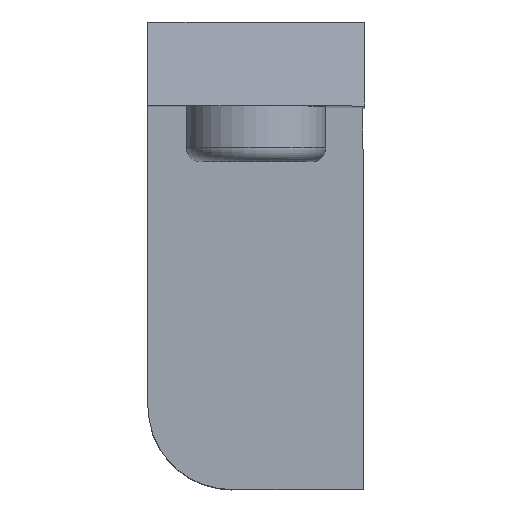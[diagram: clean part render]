
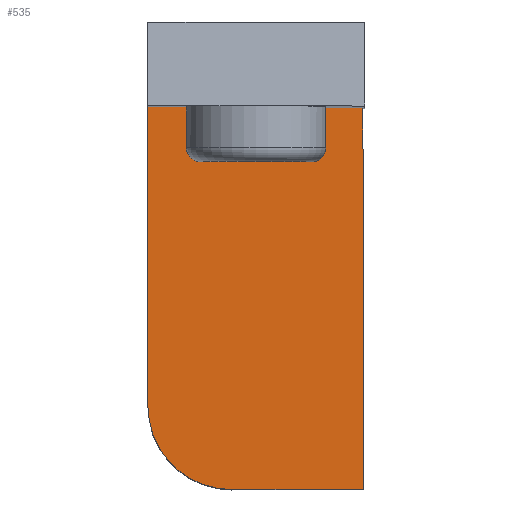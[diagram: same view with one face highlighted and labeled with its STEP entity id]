
A CAD part, top view. The second image highlights one B-rep face of the part: STEP entity #535.
In plain terms, the highlighted planar face has unit normal (0, 0, 1).
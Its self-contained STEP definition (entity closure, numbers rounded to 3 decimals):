
#43=PLANE('',#594);
#67=FACE_OUTER_BOUND('',#105,.T.);
#105=EDGE_LOOP('',(#424,#425,#426,#427,#428));
#155=LINE('',#869,#201);
#156=LINE('',#871,#202);
#157=LINE('',#873,#203);
#158=LINE('',#874,#204);
#201=VECTOR('',#702,10.);
#202=VECTOR('',#703,10.);
#203=VECTOR('',#704,10.);
#204=VECTOR('',#705,10.);
#231=CIRCLE('',#592,3.);
#271=VERTEX_POINT('',#859);
#272=VERTEX_POINT('',#860);
#275=VERTEX_POINT('',#868);
#276=VERTEX_POINT('',#870);
#277=VERTEX_POINT('',#872);
#327=EDGE_CURVE('',#271,#272,#231,.T.);
#331=EDGE_CURVE('',#275,#271,#155,.T.);
#332=EDGE_CURVE('',#276,#275,#156,.T.);
#333=EDGE_CURVE('',#276,#277,#157,.T.);
#334=EDGE_CURVE('',#272,#277,#158,.T.);
#424=ORIENTED_EDGE('',*,*,#327,.F.);
#425=ORIENTED_EDGE('',*,*,#331,.F.);
#426=ORIENTED_EDGE('',*,*,#332,.F.);
#427=ORIENTED_EDGE('',*,*,#333,.T.);
#428=ORIENTED_EDGE('',*,*,#334,.F.);
#535=ADVANCED_FACE('',(#67),#43,.F.);
#592=AXIS2_PLACEMENT_3D('',#861,#694,#695);
#594=AXIS2_PLACEMENT_3D('',#867,#700,#701);
#694=DIRECTION('center_axis',(0.,0.,
-1.));
#695=DIRECTION('ref_axis',(-0.706,-0.708,0.));
#700=DIRECTION('center_axis',(0.,0.,
-1.));
#701=DIRECTION('ref_axis',(-1.,-0.001,0.));
#702=DIRECTION('',(-1.,-0.001,0.));
#703=DIRECTION('',(0.001,-1.,0.));
#704=DIRECTION('',(-1.,-0.001,0.));
#705=DIRECTION('',(-0.001,1.,0.));
#859=CARTESIAN_POINT('',(-2.67,32.298,-26.472));
#860=CARTESIAN_POINT('',(-5.675,35.293,-26.472));
#861=CARTESIAN_POINT('Origin',(-2.675,35.298,-26.472));
#867=CARTESIAN_POINT('Origin',(-1.962,40.549,-26.472));
#868=CARTESIAN_POINT('',(2.051,32.305,-26.472));
#869=CARTESIAN_POINT('',(-1.949,32.299,-26.472));
#870=CARTESIAN_POINT('',(2.026,48.805,-26.472));
#871=CARTESIAN_POINT('',(2.038,40.555,-26.472));
#872=CARTESIAN_POINT('',(-5.695,48.793,-26.472));
#873=CARTESIAN_POINT('',(-1.974,48.799,-26.472));
#874=CARTESIAN_POINT('',(-5.683,40.543,-26.472));
